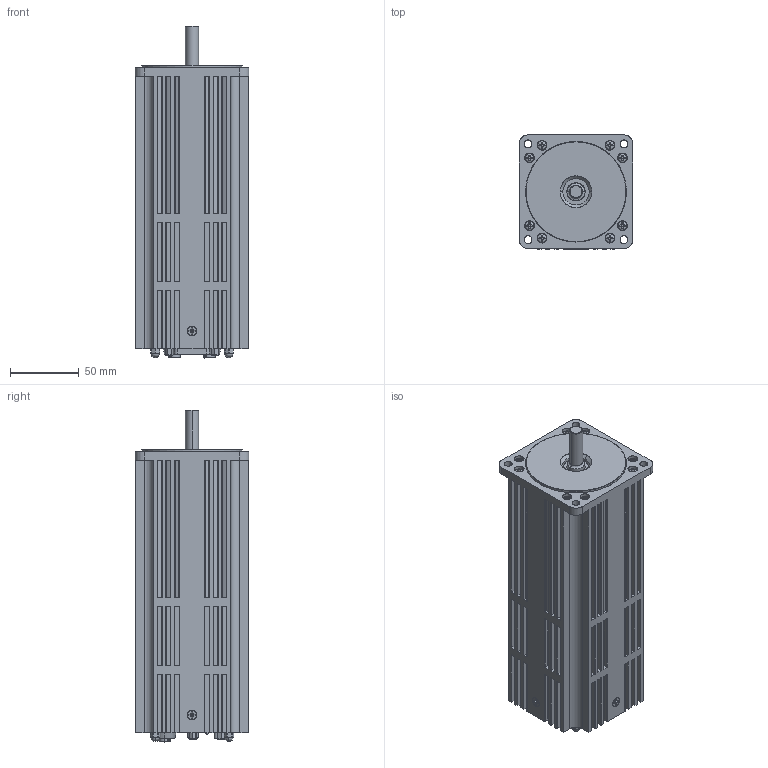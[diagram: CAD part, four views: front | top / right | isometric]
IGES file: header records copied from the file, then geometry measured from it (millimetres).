
Start section: SolidWorks IGES file using analytic representation for surfaces
Global section: file name: SM34505D-BRK-C-AD1.IGS; native system: SolidWorks 2011; preprocessor: SolidWorks 2011; author: mtran; date: 110228.152829; units: inch
Bounding box: 82.55 x 82.55 x 241.11 mm (x, y, z)
Surface area: 113849.5 mm2 (no closed solid volume)
Topology: 0 solids, 0 shells, 1395 faces, 13408 edges, 13392 vertices
Faces by surface type: bspline 783, revolution 612
